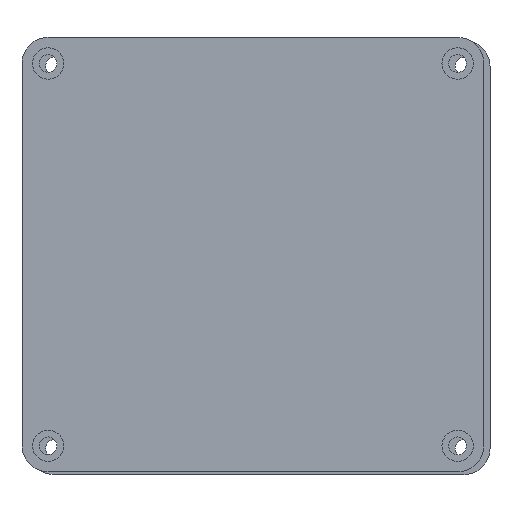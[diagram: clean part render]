
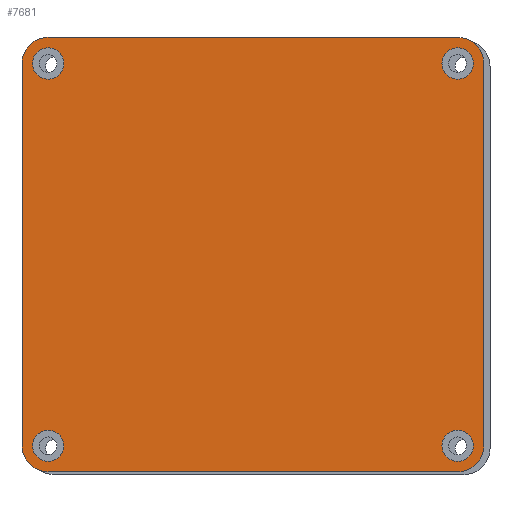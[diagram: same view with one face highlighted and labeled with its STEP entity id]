
A CAD part, front view. The second image highlights one B-rep face of the part: STEP entity #7681.
In plain terms, the highlighted planar face has unit normal (0, -1, 0).
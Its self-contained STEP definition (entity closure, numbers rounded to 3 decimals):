
#118=CIRCLE('',#7916,5.);
#126=CIRCLE('',#7927,5.);
#127=CIRCLE('',#7930,5.);
#128=CIRCLE('',#7933,5.);
#130=CIRCLE('',#7943,3.);
#132=CIRCLE('',#7946,3.);
#134=CIRCLE('',#7949,3.);
#136=CIRCLE('',#7952,3.);
#181=FACE_BOUND('',#1175,.T.);
#182=FACE_BOUND('',#1176,.T.);
#183=FACE_BOUND('',#1177,.T.);
#184=FACE_BOUND('',#1178,.T.);
#320=PLANE('',#7955);
#725=FACE_OUTER_BOUND('',#1174,.T.);
#1174=EDGE_LOOP('',(#7010,#7011,#7012,#7013,#7014,#7015,#7016,#7017));
#1175=EDGE_LOOP('',(#7018));
#1176=EDGE_LOOP('',(#7019));
#1177=EDGE_LOOP('',(#7020));
#1178=EDGE_LOOP('',(#7021));
#1744=LINE('',#15253,#2341);
#1758=LINE('',#15297,#2355);
#1761=LINE('',#15305,#2358);
#1763=LINE('',#15311,#2360);
#2341=VECTOR('',#8929,10.);
#2355=VECTOR('',#8965,10.);
#2358=VECTOR('',#8974,10.);
#2360=VECTOR('',#8982,10.);
#3571=VERTEX_POINT('',#15243);
#3572=VERTEX_POINT('',#15245);
#3574=VERTEX_POINT('',#15251);
#3592=VERTEX_POINT('',#15291);
#3593=VERTEX_POINT('',#15295);
#3594=VERTEX_POINT('',#15299);
#3595=VERTEX_POINT('',#15303);
#3596=VERTEX_POINT('',#15307);
#3606=VERTEX_POINT('',#15344);
#3608=VERTEX_POINT('',#15350);
#3610=VERTEX_POINT('',#15356);
#3612=VERTEX_POINT('',#15362);
#4690=EDGE_CURVE('',#3571,#3572,#118,.T.);
#4694=EDGE_CURVE('',#3571,#3574,#1744,.T.);
#4714=EDGE_CURVE('',#3592,#3574,#126,.T.);
#4716=EDGE_CURVE('',#3592,#3593,#1758,.T.);
#4718=EDGE_CURVE('',#3594,#3593,#127,.T.);
#4720=EDGE_CURVE('',#3594,#3595,#1761,.T.);
#4722=EDGE_CURVE('',#3596,#3595,#128,.T.);
#4723=EDGE_CURVE('',#3596,#3572,#1763,.T.);
#4741=EDGE_CURVE('',#3606,#3606,#130,.T.);
#4744=EDGE_CURVE('',#3608,#3608,#132,.T.);
#4747=EDGE_CURVE('',#3610,#3610,#134,.T.);
#4750=EDGE_CURVE('',#3612,#3612,#136,.T.);
#7010=ORIENTED_EDGE('',*,*,#4690,.F.);
#7011=ORIENTED_EDGE('',*,*,#4694,.T.);
#7012=ORIENTED_EDGE('',*,*,#4714,.F.);
#7013=ORIENTED_EDGE('',*,*,#4716,.T.);
#7014=ORIENTED_EDGE('',*,*,#4718,.F.);
#7015=ORIENTED_EDGE('',*,*,#4720,.T.);
#7016=ORIENTED_EDGE('',*,*,#4722,.F.);
#7017=ORIENTED_EDGE('',*,*,#4723,.T.);
#7018=ORIENTED_EDGE('',*,*,#4744,.F.);
#7019=ORIENTED_EDGE('',*,*,#4750,.F.);
#7020=ORIENTED_EDGE('',*,*,#4741,.F.);
#7021=ORIENTED_EDGE('',*,*,#4747,.F.);
#7681=ADVANCED_FACE('',(#725,#181,#182,#183,#184),#320,.F.);
#7916=AXIS2_PLACEMENT_3D('',#15246,#8922,#8923);
#7927=AXIS2_PLACEMENT_3D('',#15293,#8960,#8961);
#7930=AXIS2_PLACEMENT_3D('',#15301,#8969,#8970);
#7933=AXIS2_PLACEMENT_3D('',#15309,#8978,#8979);
#7943=AXIS2_PLACEMENT_3D('',#15346,#9015,#9016);
#7946=AXIS2_PLACEMENT_3D('',#15352,#9022,#9023);
#7949=AXIS2_PLACEMENT_3D('',#15358,#9029,#9030);
#7952=AXIS2_PLACEMENT_3D('',#15364,#9036,#9037);
#7955=AXIS2_PLACEMENT_3D('',#15368,#9043,#9044);
#8922=DIRECTION('center_axis',(0.,1.,0.));
#8923=DIRECTION('ref_axis',(0.707,0.,0.707));
#8929=DIRECTION('',(-1.,0.,0.));
#8960=DIRECTION('center_axis',(0.,1.,0.));
#8961=DIRECTION('ref_axis',(-0.707,0.,0.707));
#8965=DIRECTION('',(0.,0.,-1.));
#8969=DIRECTION('center_axis',(0.,1.,0.));
#8970=DIRECTION('ref_axis',(-0.707,0.,-0.707));
#8974=DIRECTION('',(1.,0.,0.));
#8978=DIRECTION('center_axis',(0.,1.,0.));
#8979=DIRECTION('ref_axis',(0.707,0.,-0.707));
#8982=DIRECTION('',(0.,0.,1.));
#9015=DIRECTION('center_axis',(0.,-1.,0.));
#9016=DIRECTION('ref_axis',(1.,0.,0.));
#9022=DIRECTION('center_axis',(0.,-1.,0.));
#9023=DIRECTION('ref_axis',(1.,0.,0.));
#9029=DIRECTION('center_axis',(0.,-1.,0.));
#9030=DIRECTION('ref_axis',(1.,0.,0.));
#9036=DIRECTION('center_axis',(0.,-1.,0.));
#9037=DIRECTION('ref_axis',(1.,0.,0.));
#9043=DIRECTION('center_axis',(0.,1.,0.));
#9044=DIRECTION('ref_axis',(1.,0.,0.));
#15243=CARTESIAN_POINT('',(39.672,0.,10.461));
#15245=CARTESIAN_POINT('',(44.672,0.,5.461));
#15246=CARTESIAN_POINT('Origin',(39.672,0.,5.461));
#15251=CARTESIAN_POINT('',(-38.728,0.,10.461));
#15253=CARTESIAN_POINT('',(44.672,0.,10.461));
#15291=CARTESIAN_POINT('',(-43.728,0.,5.461));
#15293=CARTESIAN_POINT('Origin',(-38.728,0.,5.461));
#15295=CARTESIAN_POINT('',(-43.728,0.,-67.739));
#15297=CARTESIAN_POINT('',(-43.728,0.,10.461));
#15299=CARTESIAN_POINT('',(-38.728,0.,-72.739));
#15301=CARTESIAN_POINT('Origin',(-38.728,0.,-67.739));
#15303=CARTESIAN_POINT('',(39.672,0.,-72.739));
#15305=CARTESIAN_POINT('',(-43.728,0.,-72.739));
#15307=CARTESIAN_POINT('',(44.672,0.,-67.739));
#15309=CARTESIAN_POINT('Origin',(39.672,0.,-67.739));
#15311=CARTESIAN_POINT('',(44.672,0.,-72.739));
#15344=CARTESIAN_POINT('',(-41.728,0.,-67.739));
#15346=CARTESIAN_POINT('Origin',(-38.728,0.,-67.739));
#15350=CARTESIAN_POINT('',(36.672,0.,-67.739));
#15352=CARTESIAN_POINT('Origin',(39.672,0.,-67.739));
#15356=CARTESIAN_POINT('',(36.672,0.,5.461));
#15358=CARTESIAN_POINT('Origin',(39.672,0.,5.461));
#15362=CARTESIAN_POINT('',(-41.728,0.,5.461));
#15364=CARTESIAN_POINT('Origin',(-38.728,0.,5.461));
#15368=CARTESIAN_POINT('Origin',(0.472,0.,-31.139));
